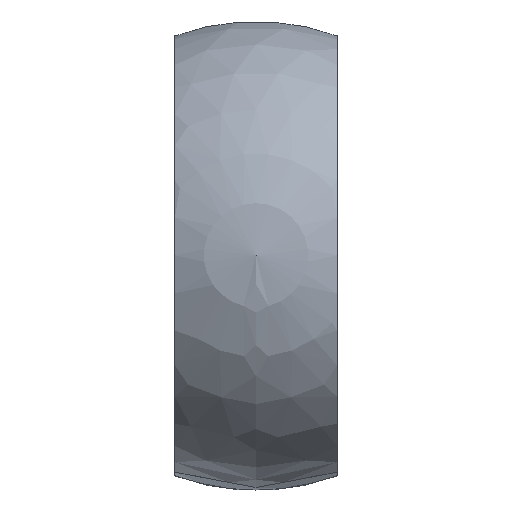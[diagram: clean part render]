
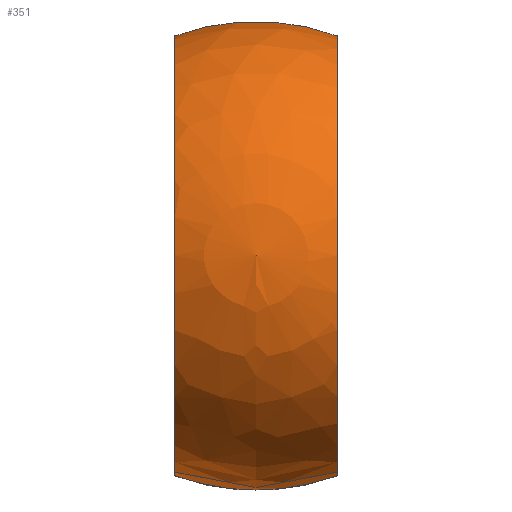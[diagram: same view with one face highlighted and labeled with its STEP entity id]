
A CAD part, top view. The second image highlights one B-rep face of the part: STEP entity #351.
In plain terms, the highlighted spherical face has radius 13 mm.
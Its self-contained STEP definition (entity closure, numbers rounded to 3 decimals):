
#27=SPHERICAL_SURFACE('',#376,13.);
#37=CIRCLE('',#377,13.);
#38=CIRCLE('',#378,12.196);
#39=CIRCLE('',#379,13.);
#40=CIRCLE('',#380,12.196);
#58=ORIENTED_EDGE('',*,*,#120,.F.);
#59=ORIENTED_EDGE('',*,*,#121,.F.);
#60=ORIENTED_EDGE('',*,*,#122,.F.);
#61=ORIENTED_EDGE('',*,*,#123,.F.);
#120=EDGE_CURVE('',#151,#152,#37,.T.);
#121=EDGE_CURVE('',#153,#151,#38,.F.);
#122=EDGE_CURVE('',#154,#153,#39,.T.);
#123=EDGE_CURVE('',#152,#154,#40,.F.);
#151=VERTEX_POINT('',#498);
#152=VERTEX_POINT('',#499);
#153=VERTEX_POINT('',#501);
#154=VERTEX_POINT('',#503);
#189=EDGE_LOOP('',(#58,#59,#60,#61));
#211=FACE_BOUND('',#189,.T.);
#351=ADVANCED_FACE('',(#211),#27,.T.);
#376=AXIS2_PLACEMENT_3D('',#496,#419,#420);
#377=AXIS2_PLACEMENT_3D('',#497,#421,#422);
#378=AXIS2_PLACEMENT_3D('',#500,#423,#424);
#379=AXIS2_PLACEMENT_3D('',#502,#425,#426);
#380=AXIS2_PLACEMENT_3D('',#504,#427,#428);
#419=DIRECTION('',(0.,0.,1.));
#420=DIRECTION('',(0.,-1.,0.));
#421=DIRECTION('',(0.,0.,-1.));
#422=DIRECTION('',(-1.,0.,0.));
#423=DIRECTION('',(1.,0.,0.));
#424=DIRECTION('',(0.,1.,0.));
#425=DIRECTION('',(0.,0.,-1.));
#426=DIRECTION('',(-1.,0.,0.));
#427=DIRECTION('',(-1.,0.,0.));
#428=DIRECTION('',(0.,-1.,0.));
#496=CARTESIAN_POINT('',(0.,0.,13.));
#497=CARTESIAN_POINT('',(0.,0.,13.));
#498=CARTESIAN_POINT('',(-4.5,12.196,13.));
#499=CARTESIAN_POINT('',(4.5,12.196,13.));
#500=CARTESIAN_POINT('',(-4.5,0.,13.));
#501=CARTESIAN_POINT('',(-4.5,-12.196,13.));
#502=CARTESIAN_POINT('',(0.,0.,13.));
#503=CARTESIAN_POINT('',(4.5,-12.196,13.));
#504=CARTESIAN_POINT('',(4.5,0.,13.));
